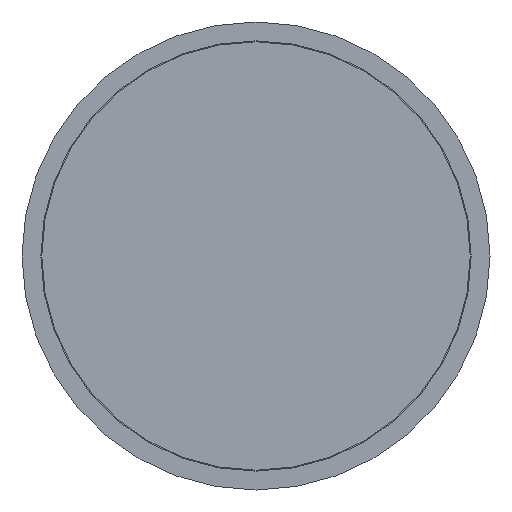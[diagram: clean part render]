
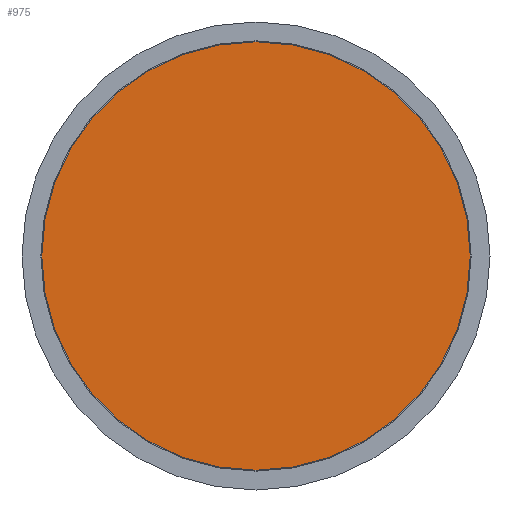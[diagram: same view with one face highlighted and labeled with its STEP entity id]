
A CAD part, front view. The second image highlights one B-rep face of the part: STEP entity #975.
In plain terms, the highlighted planar face has unit normal (0, -1, 0).
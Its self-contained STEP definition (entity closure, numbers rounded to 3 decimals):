
#66 = DIRECTION ( 'NONE',  ( 0., 0., -1. ) ) ;
#109 = DIRECTION ( 'NONE',  ( 0., 0., 1. ) ) ;
#191 = VERTEX_POINT ( 'NONE', #969 ) ;
#195 = AXIS2_PLACEMENT_3D ( 'NONE', #336, #408, #109 ) ;
#279 = ORIENTED_EDGE ( 'NONE', *, *, #606, .T. ) ;
#336 = CARTESIAN_POINT ( 'NONE',  ( -56.75, 0., 0. ) ) ;
#408 = DIRECTION ( 'NONE',  ( 0., 1., 0. ) ) ;
#413 = FACE_OUTER_BOUND ( 'NONE', #515, .T. ) ;
#461 = DIRECTION ( 'NONE',  ( 0., -1., 0. ) ) ;
#498 = PLANE ( 'NONE',  #195 ) ;
#515 = EDGE_LOOP ( 'NONE', ( #279 ) ) ;
#606 = EDGE_CURVE ( 'NONE', #191, #191, #692, .T. ) ;
#692 = CIRCLE ( 'NONE', #814, 56.75 ) ;
#814 = AXIS2_PLACEMENT_3D ( 'NONE', #835, #461, #66 ) ;
#835 = CARTESIAN_POINT ( 'NONE',  ( 0., 0., 0. ) ) ;
#969 = CARTESIAN_POINT ( 'NONE',  ( 0., 0., -56.75 ) ) ;
#975 = ADVANCED_FACE ( 'NONE', ( #413 ), #498, .F. ) ;
